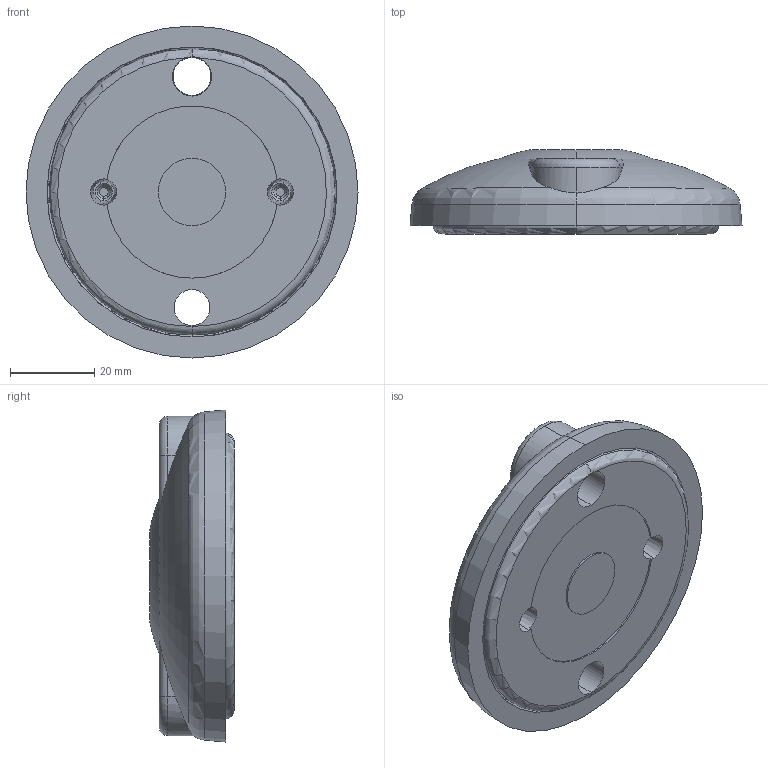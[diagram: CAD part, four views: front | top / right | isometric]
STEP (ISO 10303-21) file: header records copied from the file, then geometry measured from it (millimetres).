
FILE_DESCRIPTION (( 'STEP AP214' ), '1' );
FILE_NAME ('098a080kbg.STEP', '2014-09-24T12:34:36', ( 'Not-Admin' ), ( 'Hewlett-Packard Company' ), 'SwSTEP 2.0', 'SolidWorks 2014', '' );
FILE_SCHEMA (( 'AUTOMOTIVE_DESIGN' ));
Length unit declared in the file: millimetre
Products named in the file (3): 098a080k_080_kb; 098ag080_098 ag 080 b r01; 098a080kbg
Assembly tree (2 placements, depth 2):
  098a080kbg
    098ag080_098 ag 080 b r01
    098a080k_080_kb
Bounding box: 79 x 20 x 79 mm (x, y, z)
Volume: 55146.8 mm3; surface area: 26929.4 mm2
Topology: 2 solids, 2 shells, 476 faces, 1168 edges, 650 vertices
Faces by surface type: bspline 156, cylinder 128, torus 103, plane 55, cone 32, sphere 2
Entity records: 18898 total; most frequent: CARTESIAN_POINT 8929, ORIENTED_EDGE 2240, DIRECTION 1894, EDGE_CURVE 1120, AXIS2_PLACEMENT_3D 831, VERTEX_POINT 650, CIRCLE 506, EDGE_LOOP 492
